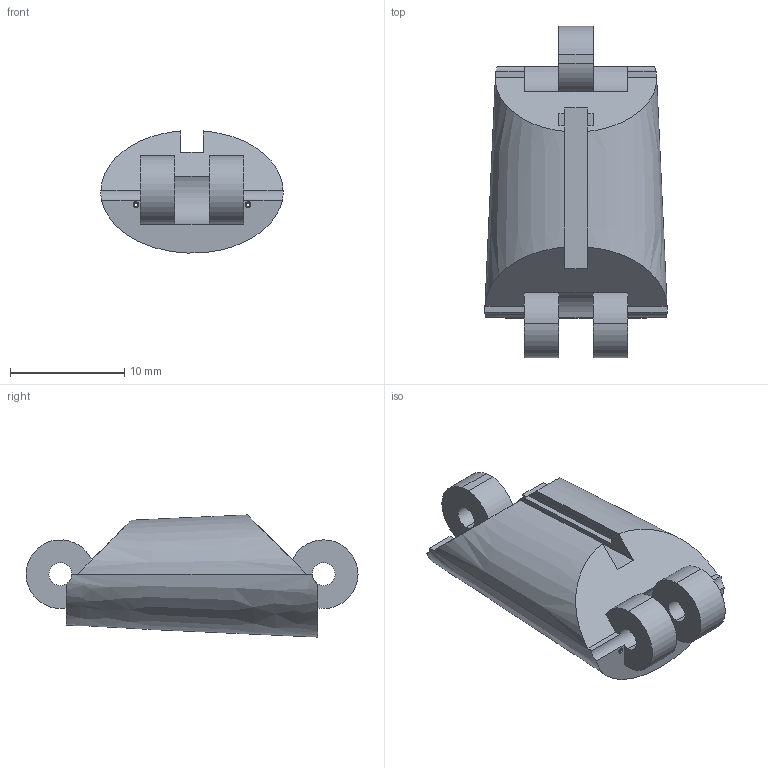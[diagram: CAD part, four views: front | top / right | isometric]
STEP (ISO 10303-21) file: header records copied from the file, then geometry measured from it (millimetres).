
FILE_DESCRIPTION (( 'STEP AP214' ), '1' );
FILE_NAME ('Part2p.STEP', '2025-12-21T13:37:34', ( '' ), ( '' ), 'SwSTEP 2.0', 'SolidWorks 2022', '' );
FILE_SCHEMA (( 'AUTOMOTIVE_DESIGN' ));
Length unit declared in the file: millimetre
Products named in the file (1): Part2p
Bounding box: 15.95 x 29 x 10.67 mm (x, y, z)
Volume: 2272 mm3; surface area: 1389.1 mm2
Topology: 1 solids, 1 shells, 62 faces, 168 edges, 106 vertices
Faces by surface type: plane 28, cylinder 23, torus 8, bspline 3
Entity records: 2575 total; most frequent: CARTESIAN_POINT 954, ORIENTED_EDGE 336, DIRECTION 332, EDGE_CURVE 168, AXIS2_PLACEMENT_3D 122, VERTEX_POINT 106, LINE 88, VECTOR 88
